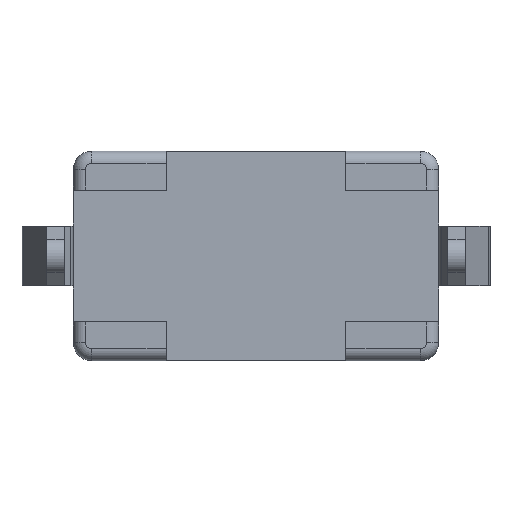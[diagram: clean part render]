
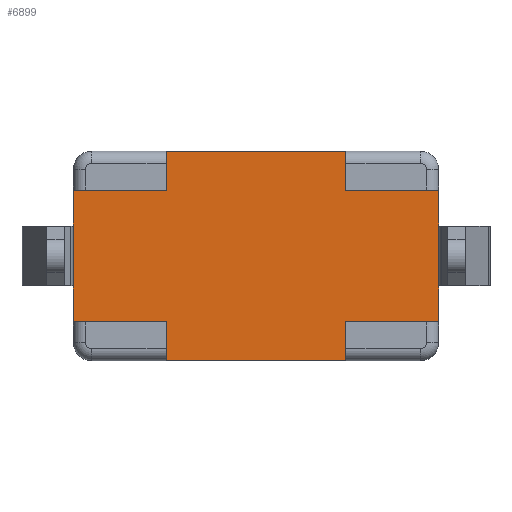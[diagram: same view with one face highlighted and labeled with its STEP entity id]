
A CAD part, front view. The second image highlights one B-rep face of the part: STEP entity #6899.
In plain terms, the highlighted planar face has unit normal (0, -1, 0).
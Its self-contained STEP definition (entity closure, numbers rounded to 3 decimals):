
#161 = CARTESIAN_POINT ( 'NONE',  ( -3.05, 0.4, 0. ) ) ;
#162 = DIRECTION ( 'NONE',  ( 0., 0., 1. ) ) ;
#163 = CARTESIAN_POINT ( 'NONE',  ( 3.05, 0.4, 0. ) ) ;
#164 = DIRECTION ( 'NONE',  ( 0., 0., 1. ) ) ;
#208 = CARTESIAN_POINT ( 'NONE',  ( 3.05, 0.4, 1.1 ) ) ;
#209 = DIRECTION ( 'NONE',  ( -1., 0., 0. ) ) ;
#314 = VECTOR ( 'NONE', #3422, 1000. ) ;
#319 = LINE ( 'NONE', #3412, #314 ) ;
#612 = LINE ( 'NONE', #1043, #613 ) ;
#613 = VECTOR ( 'NONE', #1044, 1000. ) ;
#646 = LINE ( 'NONE', #1084, #647 ) ;
#647 = VECTOR ( 'NONE', #1085, 1000. ) ;
#673 = VECTOR ( 'NONE', #1124, 1000. ) ;
#676 = LINE ( 'NONE', #1118, #673 ) ;
#1043 = CARTESIAN_POINT ( 'NONE',  ( 3.05, 0.4, 0. ) ) ;
#1044 = DIRECTION ( 'NONE',  ( 0., 0., 1. ) ) ;
#1084 = CARTESIAN_POINT ( 'NONE',  ( 1.5, 0.4, -1.75 ) ) ;
#1085 = DIRECTION ( 'NONE',  ( -1., 0., 0. ) ) ;
#1118 = CARTESIAN_POINT ( 'NONE',  ( 1.5, 0.4, -1.75 ) ) ;
#1124 = DIRECTION ( 'NONE',  ( 0., 0., -1. ) ) ;
#1360 = EDGE_CURVE ( 'NONE', #7232, #7194, #2530, .T. ) ;
#1450 = EDGE_CURVE ( 'NONE', #1596, #1602, #2690, .T. ) ;
#1451 = EDGE_CURVE ( 'NONE', #1568, #7286, #2692, .T. ) ;
#1471 = EDGE_CURVE ( 'NONE', #7278, #7237, #2724, .T. ) ;
#1508 = EDGE_CURVE ( 'NONE', #7279, #1596, #2776, .T. ) ;
#1510 = EDGE_CURVE ( 'NONE', #1635, #7278, #2786, .T. ) ;
#1524 = EDGE_CURVE ( 'NONE', #1579, #7279, #2788, .T. ) ;
#1568 = VERTEX_POINT ( 'NONE', #3057 ) ;
#1579 = VERTEX_POINT ( 'NONE', #3068 ) ;
#1596 = VERTEX_POINT ( 'NONE', #3085 ) ;
#1602 = VERTEX_POINT ( 'NONE', #3091 ) ;
#1635 = VERTEX_POINT ( 'NONE', #3124 ) ;
#1780 = CARTESIAN_POINT ( 'NONE',  ( 1.5, 0.4, 1.75 ) ) ;
#1783 = DIRECTION ( 'NONE',  ( -1., 0., 0. ) ) ;
#2451 = ORIENTED_EDGE ( 'NONE', *, *, #1360, .T. ) ;
#2452 = ORIENTED_EDGE ( 'NONE', *, *, #3641, .F. ) ;
#2453 = ORIENTED_EDGE ( 'NONE', *, *, #3599, .F. ) ;
#2454 = ORIENTED_EDGE ( 'NONE', *, *, #1450, .F. ) ;
#2455 = ORIENTED_EDGE ( 'NONE', *, *, #1508, .F. ) ;
#2456 = ORIENTED_EDGE ( 'NONE', *, *, #1524, .F. ) ;
#2457 = ORIENTED_EDGE ( 'NONE', *, *, #3611, .T. ) ;
#2458 = ORIENTED_EDGE ( 'NONE', *, *, #3596, .T. ) ;
#2459 = ORIENTED_EDGE ( 'NONE', *, *, #6823, .F. ) ;
#2460 = ORIENTED_EDGE ( 'NONE', *, *, #6840, .F. ) ;
#2461 = ORIENTED_EDGE ( 'NONE', *, *, #3634, .F. ) ;
#2462 = ORIENTED_EDGE ( 'NONE', *, *, #1451, .T. ) ;
#2463 = ORIENTED_EDGE ( 'NONE', *, *, #6804, .T. ) ;
#2464 = ORIENTED_EDGE ( 'NONE', *, *, #1510, .T. ) ;
#2465 = ORIENTED_EDGE ( 'NONE', *, *, #1471, .T. ) ;
#2466 = ORIENTED_EDGE ( 'NONE', *, *, #3674, .T. ) ;
#2530 = LINE ( 'NONE', #1780, #2537 ) ;
#2537 = VECTOR ( 'NONE', #1783, 1000. ) ;
#2690 = LINE ( 'NONE', #161, #2691 ) ;
#2691 = VECTOR ( 'NONE', #162, 1000. ) ;
#2692 = LINE ( 'NONE', #163, #2693 ) ;
#2693 = VECTOR ( 'NONE', #164, 1000. ) ;
#2724 = LINE ( 'NONE', #208, #2725 ) ;
#2725 = VECTOR ( 'NONE', #209, 1000. ) ;
#2776 = LINE ( 'NONE', #2977, #2784 ) ;
#2782 = VECTOR ( 'NONE', #2983, 1000. ) ;
#2783 = VECTOR ( 'NONE', #3016, 1000. ) ;
#2784 = VECTOR ( 'NONE', #2978, 1000. ) ;
#2786 = LINE ( 'NONE', #2971, #2782 ) ;
#2788 = LINE ( 'NONE', #3015, #2783 ) ;
#2860 = LINE ( 'NONE', #3226, #2864 ) ;
#2864 = VECTOR ( 'NONE', #3229, 1000. ) ;
#2869 = LINE ( 'NONE', #3235, #2870 ) ;
#2870 = VECTOR ( 'NONE', #3236, 1000. ) ;
#2884 = LINE ( 'NONE', #3269, #2885 ) ;
#2885 = VECTOR ( 'NONE', #3270, 1000. ) ;
#2920 = LINE ( 'NONE', #3324, #2921 ) ;
#2921 = VECTOR ( 'NONE', #3325, 1000. ) ;
#2934 = LINE ( 'NONE', #3339, #2935 ) ;
#2935 = VECTOR ( 'NONE', #3340, 1000. ) ;
#2971 = CARTESIAN_POINT ( 'NONE',  ( 3.05, 0.4, 0. ) ) ;
#2977 = CARTESIAN_POINT ( 'NONE',  ( -3.05, 0.4, 0. ) ) ;
#2978 = DIRECTION ( 'NONE',  ( 0., 0., 1. ) ) ;
#2983 = DIRECTION ( 'NONE',  ( 0., 0., 1. ) ) ;
#3015 = CARTESIAN_POINT ( 'NONE',  ( -3.05, 0.4, 0. ) ) ;
#3016 = DIRECTION ( 'NONE',  ( 0., 0., 1. ) ) ;
#3057 = CARTESIAN_POINT ( 'NONE',  ( 3.05, 0.4, -1.1 ) ) ;
#3068 = CARTESIAN_POINT ( 'NONE',  ( -3.05, 0.4, -1.1 ) ) ;
#3085 = CARTESIAN_POINT ( 'NONE',  ( -3.05, 0.4, 0.5 ) ) ;
#3091 = CARTESIAN_POINT ( 'NONE',  ( -3.05, 0.4, 1.1 ) ) ;
#3124 = CARTESIAN_POINT ( 'NONE',  ( 3.05, 0.4, 0.5 ) ) ;
#3226 = CARTESIAN_POINT ( 'NONE',  ( -1.5, 0.4, -1.75 ) ) ;
#3229 = DIRECTION ( 'NONE',  ( 0., 0., -1. ) ) ;
#3235 = CARTESIAN_POINT ( 'NONE',  ( -3.05, 0.4, 1.1 ) ) ;
#3236 = DIRECTION ( 'NONE',  ( 1., 0., 0. ) ) ;
#3269 = CARTESIAN_POINT ( 'NONE',  ( -3.05, 0.4, -1.1 ) ) ;
#3270 = DIRECTION ( 'NONE',  ( 1., 0., 0. ) ) ;
#3324 = CARTESIAN_POINT ( 'NONE',  ( 3.05, 0.4, -1.1 ) ) ;
#3325 = DIRECTION ( 'NONE',  ( -1., 0., 0. ) ) ;
#3339 = CARTESIAN_POINT ( 'NONE',  ( -1.5, 0.4, 1.75 ) ) ;
#3340 = DIRECTION ( 'NONE',  ( 0., 0., 1. ) ) ;
#3412 = CARTESIAN_POINT ( 'NONE',  ( 1.5, 0.4, 1.75 ) ) ;
#3422 = DIRECTION ( 'NONE',  ( 0., 0., 1. ) ) ;
#3596 = EDGE_CURVE ( 'NONE', #7193, #7208, #2860, .T. ) ;
#3599 = EDGE_CURVE ( 'NONE', #1602, #7199, #2869, .T. ) ;
#3611 = EDGE_CURVE ( 'NONE', #1579, #7193, #2884, .T. ) ;
#3634 = EDGE_CURVE ( 'NONE', #1568, #7238, #2920, .T. ) ;
#3641 = EDGE_CURVE ( 'NONE', #7199, #7194, #2934, .T. ) ;
#3674 = EDGE_CURVE ( 'NONE', #7237, #7232, #319, .T. ) ;
#4337 = EDGE_LOOP ( 'NONE', ( #2451, #2452, #2453, #2454, #2455, #2456, #2457, #2458, #2459, #2460, #2461, #2462, #2463, #2464, #2465, #2466 ) ) ;
#4670 = FACE_OUTER_BOUND ( 'NONE', #4337, .T. ) ;
#5024 = PLANE ( 'NONE',  #5545 ) ;
#5027 = CARTESIAN_POINT ( 'NONE',  ( 3.05, 0.4, 0. ) ) ;
#5033 = DIRECTION ( 'NONE',  ( 0., -1., 0. ) ) ;
#5034 = DIRECTION ( 'NONE',  ( 0., 0., -1. ) ) ;
#5545 = AXIS2_PLACEMENT_3D ( 'NONE', #5027, #5033, #5034 ) ;
#6570 = CARTESIAN_POINT ( 'NONE',  ( -1.5, 0.4, -1.1 ) ) ;
#6571 = CARTESIAN_POINT ( 'NONE',  ( -1.5, 0.4, 1.75 ) ) ;
#6576 = CARTESIAN_POINT ( 'NONE',  ( -1.5, 0.4, 1.1 ) ) ;
#6585 = CARTESIAN_POINT ( 'NONE',  ( -1.5, 0.4, -1.75 ) ) ;
#6608 = CARTESIAN_POINT ( 'NONE',  ( 1.5, 0.4, 1.75 ) ) ;
#6613 = CARTESIAN_POINT ( 'NONE',  ( 1.5, 0.4, 1.1 ) ) ;
#6614 = CARTESIAN_POINT ( 'NONE',  ( 1.5, 0.4, -1.1 ) ) ;
#6620 = CARTESIAN_POINT ( 'NONE',  ( 1.5, 0.4, -1.75 ) ) ;
#6654 = CARTESIAN_POINT ( 'NONE',  ( 3.05, 0.4, 1.1 ) ) ;
#6655 = CARTESIAN_POINT ( 'NONE',  ( -3.05, 0.4, -0.5 ) ) ;
#6662 = CARTESIAN_POINT ( 'NONE',  ( 3.05, 0.4, -0.5 ) ) ;
#6804 = EDGE_CURVE ( 'NONE', #7286, #1635, #612, .T. ) ;
#6823 = EDGE_CURVE ( 'NONE', #7244, #7208, #646, .T. ) ;
#6840 = EDGE_CURVE ( 'NONE', #7238, #7244, #676, .T. ) ;
#6899 = ADVANCED_FACE ( 'NONE', ( #4670 ), #5024, .T. ) ;
#7193 = VERTEX_POINT ( 'NONE', #6570 ) ;
#7194 = VERTEX_POINT ( 'NONE', #6571 ) ;
#7199 = VERTEX_POINT ( 'NONE', #6576 ) ;
#7208 = VERTEX_POINT ( 'NONE', #6585 ) ;
#7232 = VERTEX_POINT ( 'NONE', #6608 ) ;
#7237 = VERTEX_POINT ( 'NONE', #6613 ) ;
#7238 = VERTEX_POINT ( 'NONE', #6614 ) ;
#7244 = VERTEX_POINT ( 'NONE', #6620 ) ;
#7278 = VERTEX_POINT ( 'NONE', #6654 ) ;
#7279 = VERTEX_POINT ( 'NONE', #6655 ) ;
#7286 = VERTEX_POINT ( 'NONE', #6662 ) ;
